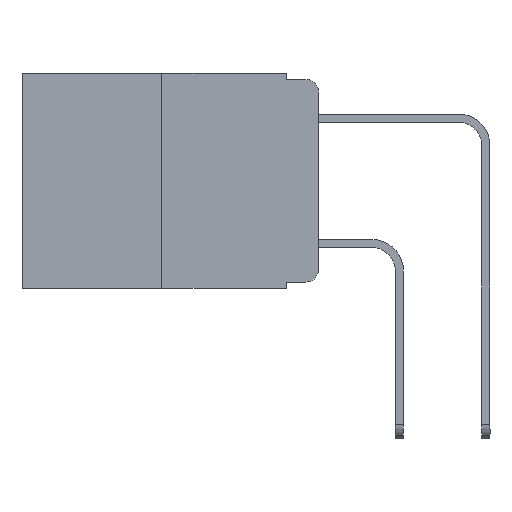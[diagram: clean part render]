
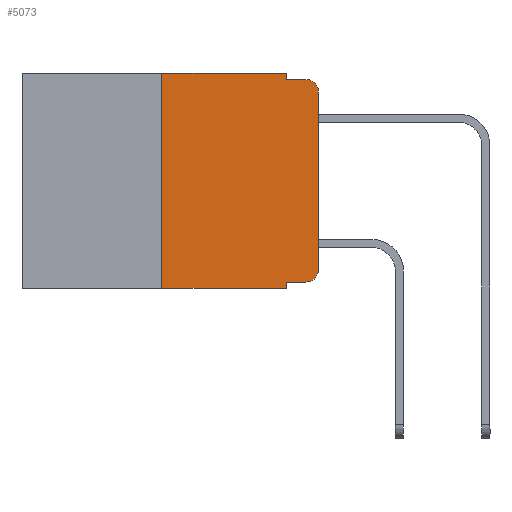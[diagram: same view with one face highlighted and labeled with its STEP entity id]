
A CAD part, left-side view. The second image highlights one B-rep face of the part: STEP entity #5073.
In plain terms, the highlighted planar face has unit normal (-1, 0, 0).
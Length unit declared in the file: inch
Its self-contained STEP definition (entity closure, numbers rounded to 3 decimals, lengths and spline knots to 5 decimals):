
#415 = ORIENTED_EDGE ( 'NONE', *, *, #17145, .F. ) ;
#557 = CARTESIAN_POINT ( 'NONE',  ( 0., 0.25, 0. ) ) ;
#985 = CIRCLE ( 'NONE', #1382, 0.02 ) ;
#1382 = AXIS2_PLACEMENT_3D ( 'NONE', #16578, #10497, #7036 ) ;
#2607 = ORIENTED_EDGE ( 'NONE', *, *, #13817, .F. ) ;
#2671 = LINE ( 'NONE', #20167, #20987 ) ;
#2856 = CARTESIAN_POINT ( 'NONE',  ( 0., 0., 0. ) ) ;
#3195 = LINE ( 'NONE', #14997, #12352 ) ;
#3682 = CIRCLE ( 'NONE', #7734, 0.02 ) ;
#3997 = CARTESIAN_POINT ( 'NONE',  ( 0., 0.02, -0.03 ) ) ;
#4608 = CARTESIAN_POINT ( 'NONE',  ( 0., 0.051, 0. ) ) ;
#4748 = ORIENTED_EDGE ( 'NONE', *, *, #11572, .T. ) ;
#5073 = ADVANCED_FACE ( 'NONE', ( #5178 ), #7205, .F. ) ;
#5178 = FACE_OUTER_BOUND ( 'NONE', #9477, .T. ) ;
#5299 = CARTESIAN_POINT ( 'NONE',  ( 0., 0.473, 0. ) ) ;
#5397 = CARTESIAN_POINT ( 'NONE',  ( 0., 0.25, -0.343 ) ) ;
#5414 = LINE ( 'NONE', #24553, #24037 ) ;
#5440 = LINE ( 'NONE', #14972, #7272 ) ;
#6385 = CARTESIAN_POINT ( 'NONE',  ( 0., 0.051, -0.01 ) ) ;
#7036 = DIRECTION ( 'NONE',  ( 0., 0., -1. ) ) ;
#7205 = PLANE ( 'NONE',  #16733 ) ;
#7272 = VECTOR ( 'NONE', #24831, 39.37008 ) ;
#7528 = DIRECTION ( 'NONE',  ( 0., 0., -1. ) ) ;
#7734 = AXIS2_PLACEMENT_3D ( 'NONE', #3997, #19336, #7528 ) ;
#7857 = CARTESIAN_POINT ( 'NONE',  ( 0., 0.051, -0.343 ) ) ;
#7877 = EDGE_CURVE ( 'NONE', #13496, #17748, #985, .T. ) ;
#7944 = CARTESIAN_POINT ( 'NONE',  ( 0., 0.051, 0. ) ) ;
#8968 = EDGE_CURVE ( 'NONE', #12990, #13496, #10131, .T. ) ;
#9337 = EDGE_CURVE ( 'NONE', #12990, #15495, #9974, .T. ) ;
#9477 = EDGE_LOOP ( 'NONE', ( #4748, #14979, #2607, #12746, #22236, #415, #11445, #16233, #20274, #10375 ) ) ;
#9974 = LINE ( 'NONE', #7944, #11605 ) ;
#10131 = LINE ( 'NONE', #19506, #24106 ) ;
#10222 = DIRECTION ( 'NONE',  ( 0., 0., -1. ) ) ;
#10257 = DIRECTION ( 'NONE',  ( 0., -1., 0. ) ) ;
#10373 = VERTEX_POINT ( 'NONE', #20582 ) ;
#10375 = ORIENTED_EDGE ( 'NONE', *, *, #7877, .T. ) ;
#10497 = DIRECTION ( 'NONE',  ( -1., 0., 0. ) ) ;
#10606 = DIRECTION ( 'NONE',  ( 0., 0., 1. ) ) ;
#11445 = ORIENTED_EDGE ( 'NONE', *, *, #21219, .T. ) ;
#11572 = EDGE_CURVE ( 'NONE', #17748, #10373, #14771, .T. ) ;
#11605 = VECTOR ( 'NONE', #10222, 39.37008 ) ;
#11971 = VERTEX_POINT ( 'NONE', #6385 ) ;
#12352 = VECTOR ( 'NONE', #22335, 39.37008 ) ;
#12477 = EDGE_CURVE ( 'NONE', #16478, #11971, #24216, .T. ) ;
#12746 = ORIENTED_EDGE ( 'NONE', *, *, #12477, .F. ) ;
#12990 = VERTEX_POINT ( 'NONE', #22527 ) ;
#13042 = DIRECTION ( 'NONE',  ( 0., -1., 0. ) ) ;
#13271 = VECTOR ( 'NONE', #22314, 39.37008 ) ;
#13496 = VERTEX_POINT ( 'NONE', #16572 ) ;
#13817 = EDGE_CURVE ( 'NONE', #11971, #16997, #2671, .T. ) ;
#14496 = VECTOR ( 'NONE', #10606, 39.37008 ) ;
#14771 = LINE ( 'NONE', #2856, #14496 ) ;
#14972 = CARTESIAN_POINT ( 'NONE',  ( 0., 0.25, 0. ) ) ;
#14979 = ORIENTED_EDGE ( 'NONE', *, *, #16276, .T. ) ;
#14997 = CARTESIAN_POINT ( 'NONE',  ( 0., 0.473, 0. ) ) ;
#15495 = VERTEX_POINT ( 'NONE', #7857 ) ;
#16005 = DIRECTION ( 'NONE',  ( 0., -1., 0. ) ) ;
#16233 = ORIENTED_EDGE ( 'NONE', *, *, #9337, .F. ) ;
#16276 = EDGE_CURVE ( 'NONE', #10373, #16997, #3682, .T. ) ;
#16478 = VERTEX_POINT ( 'NONE', #4608 ) ;
#16572 = CARTESIAN_POINT ( 'NONE',  ( 0., 0.02, -0.333 ) ) ;
#16578 = CARTESIAN_POINT ( 'NONE',  ( 0., 0.02, -0.313 ) ) ;
#16733 = AXIS2_PLACEMENT_3D ( 'NONE', #5299, #21016, #22790 ) ;
#16997 = VERTEX_POINT ( 'NONE', #24218 ) ;
#17145 = EDGE_CURVE ( 'NONE', #22498, #24603, #5440, .T. ) ;
#17713 = CARTESIAN_POINT ( 'NONE',  ( 0., 0., -0.313 ) ) ;
#17748 = VERTEX_POINT ( 'NONE', #17713 ) ;
#19336 = DIRECTION ( 'NONE',  ( -1., 0., 0. ) ) ;
#19506 = CARTESIAN_POINT ( 'NONE',  ( 0., 0.051, -0.333 ) ) ;
#20167 = CARTESIAN_POINT ( 'NONE',  ( 0., 0.051, -0.01 ) ) ;
#20274 = ORIENTED_EDGE ( 'NONE', *, *, #8968, .T. ) ;
#20582 = CARTESIAN_POINT ( 'NONE',  ( 0., 0., -0.03 ) ) ;
#20987 = VECTOR ( 'NONE', #16005, 39.37008 ) ;
#21016 = DIRECTION ( 'NONE',  ( 1., 0., 0. ) ) ;
#21219 = EDGE_CURVE ( 'NONE', #22498, #15495, #5414, .T. ) ;
#21824 = CARTESIAN_POINT ( 'NONE',  ( 0., 0.051, 0. ) ) ;
#22236 = ORIENTED_EDGE ( 'NONE', *, *, #23363, .F. ) ;
#22314 = DIRECTION ( 'NONE',  ( 0., 0., -1. ) ) ;
#22335 = DIRECTION ( 'NONE',  ( 0., -1., 0. ) ) ;
#22498 = VERTEX_POINT ( 'NONE', #5397 ) ;
#22527 = CARTESIAN_POINT ( 'NONE',  ( 0., 0.051, -0.333 ) ) ;
#22790 = DIRECTION ( 'NONE',  ( 0., 0., -1. ) ) ;
#23363 = EDGE_CURVE ( 'NONE', #24603, #16478, #3195, .T. ) ;
#24037 = VECTOR ( 'NONE', #13042, 39.37008 ) ;
#24106 = VECTOR ( 'NONE', #10257, 39.37008 ) ;
#24216 = LINE ( 'NONE', #21824, #13271 ) ;
#24218 = CARTESIAN_POINT ( 'NONE',  ( 0., 0.02, -0.01 ) ) ;
#24553 = CARTESIAN_POINT ( 'NONE',  ( 0., 0.473, -0.343 ) ) ;
#24603 = VERTEX_POINT ( 'NONE', #557 ) ;
#24831 = DIRECTION ( 'NONE',  ( 0., 0., 1. ) ) ;
